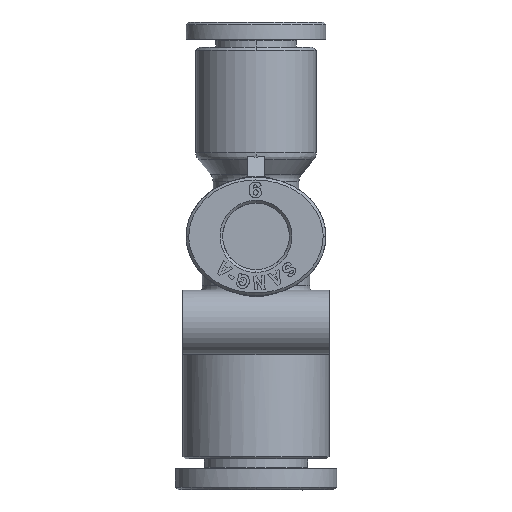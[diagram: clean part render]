
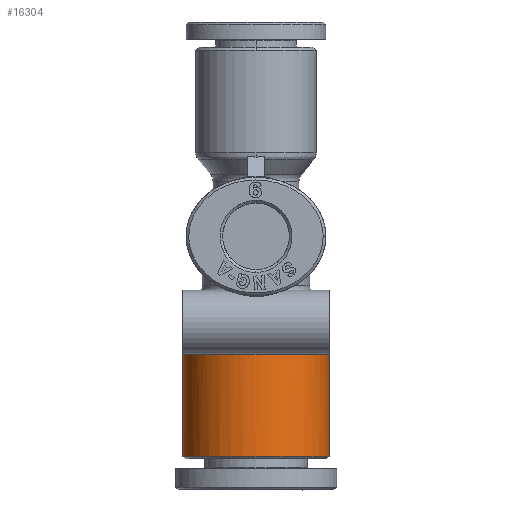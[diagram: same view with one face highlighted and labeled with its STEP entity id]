
A CAD part, left-side view. The second image highlights one B-rep face of the part: STEP entity #16304.
In plain terms, the highlighted cylindrical face has radius 6.8 mm (diameter 13.6 mm), a partial arc.
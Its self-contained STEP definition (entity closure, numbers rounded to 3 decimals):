
#907 = ORIENTED_EDGE ( 'NONE', *, *, #9375, .F. ) ;
#1133 = CARTESIAN_POINT ( 'NONE',  ( -6.502, 3.576, -9.496 ) ) ;
#1187 = DIRECTION ( 'NONE',  ( 0., -1., 0. ) ) ;
#1267 = CARTESIAN_POINT ( 'NONE',  ( -6.215, 4.003, -8.224 ) ) ;
#2922 = CIRCLE ( 'NONE', #36433, 6.8 ) ;
#3029 = CARTESIAN_POINT ( 'NONE',  ( -0.718, -6.8, -7.6 ) ) ;
#3642 = VERTEX_POINT ( 'NONE', #25890 ) ;
#4349 = CARTESIAN_POINT ( 'NONE',  ( -6.378, 3.769, -9.191 ) ) ;
#4475 = CARTESIAN_POINT ( 'NONE',  ( -7.503, -0.51, -10.678 ) ) ;
#4758 = CARTESIAN_POINT ( 'NONE',  ( -7.227, -1.981, -10.463 ) ) ;
#4905 = CARTESIAN_POINT ( 'NONE',  ( -7.518, -0.255, -10.688 ) ) ;
#7616 = DIRECTION ( 'NONE',  ( 0., 0., -1. ) ) ;
#7973 = CARTESIAN_POINT ( 'NONE',  ( -7.447, -1.011, -10.638 ) ) ;
#8122 = CARTESIAN_POINT ( 'NONE',  ( -7.518, 0.51, -10.688 ) ) ;
#9375 = EDGE_CURVE ( 'NONE', #3642, #12487, #24631, .T. ) ;
#10769 = CARTESIAN_POINT ( 'NONE',  ( -6.24, -3.968, -8.603 ) ) ;
#10815 = DIRECTION ( 'NONE',  ( 0., -1., 0. ) ) ;
#10910 = CARTESIAN_POINT ( 'NONE',  ( -7.295, 1.745, -10.52 ) ) ;
#11050 = DIRECTION ( 'NONE',  ( 0., -1., 0. ) ) ;
#11200 = CARTESIAN_POINT ( 'NONE',  ( -6.282, -3.909, -7.6 ) ) ;
#11297 = AXIS2_PLACEMENT_3D ( 'NONE', #14109, #17570, #11050 ) ;
#11335 = CARTESIAN_POINT ( 'NONE',  ( -7.07, 2.438, -10.314 ) ) ;
#11571 = EDGE_CURVE ( 'NONE', #18972, #35646, #22412, .T. ) ;
#12115 = CARTESIAN_POINT ( 'NONE',  ( -6.282, 3.909, -7.6 ) ) ;
#12135 = EDGE_CURVE ( 'NONE', #31264, #12487, #25852, .T. ) ;
#12487 = VERTEX_POINT ( 'NONE', #35316 ) ;
#12699 = EDGE_CURVE ( 'NONE', #35646, #31264, #18369, .T. ) ;
#13748 = CARTESIAN_POINT ( 'NONE',  ( -0.718, 0., -7.6 ) ) ;
#13972 = CARTESIAN_POINT ( 'NONE',  ( -6.98, 2.66, -10.22 ) ) ;
#14109 = CARTESIAN_POINT ( 'NONE',  ( -0.718, 0., -7.6 ) ) ;
#14115 = CARTESIAN_POINT ( 'NONE',  ( -6.227, 3.986, -8.48 ) ) ;
#14192 = ORIENTED_EDGE ( 'NONE', *, *, #12699, .T. ) ;
#14388 = CARTESIAN_POINT ( 'NONE',  ( -6.215, -4.002, -8.225 ) ) ;
#14528 = CARTESIAN_POINT ( 'NONE',  ( -6.238, -3.97, -7.844 ) ) ;
#15919 = LINE ( 'NONE', #25093, #39366 ) ;
#16304 = ADVANCED_FACE ( 'NONE', ( #31139 ), #21089, .T. ) ;
#16322 = DIRECTION ( 'NONE',  ( 0., 0., 1. ) ) ;
#17020 = CARTESIAN_POINT ( 'NONE',  ( -6.691, 3.255, -9.845 ) ) ;
#17160 = CARTESIAN_POINT ( 'NONE',  ( -7.227, 1.982, -10.463 ) ) ;
#17169 = VECTOR ( 'NONE', #26153, 1000. ) ;
#17434 = CARTESIAN_POINT ( 'NONE',  ( -6.227, -3.987, -8.479 ) ) ;
#17570 = DIRECTION ( 'NONE',  ( 0., 0., -1. ) ) ;
#17579 = CARTESIAN_POINT ( 'NONE',  ( -6.501, -3.581, -9.504 ) ) ;
#18369 = B_SPLINE_CURVE_WITH_KNOTS ( 'NONE', 3,
 ( #11200, #27008, #14528, #39355, #14388, #17434, #10769, #20323, #36683, #36534, #17579, #20600, #39912, #23809, #20743, #4758, #33063, #20187, #7973, #4475, #4905, #8122, #30383, #10910, #17160, #11335, #13972, #33614, #17020, #39643, #1133, #23394, #4349, #33201, #36264, #23668, #14115, #1267, #20463, #23533, #29961, #36397 ),
 .UNSPECIFIED., .F., .F.,
 ( 4, 2, 2, 2, 2, 2, 2, 2, 2, 2, 2, 2, 2, 2, 2, 2, 2, 2, 2, 2, 4 ),
 ( -0.001, 0., 0., 0.001, 0.001, 0.002, 0.002, 0.003, 0.004, 0.005, 0.005, 0.007, 0.008, 0.008, 0.009, 0.01, 0.01, 0.01, 0.011, 0.011, 0.012 ),
 .UNSPECIFIED. ) ;
#18972 = VERTEX_POINT ( 'NONE', #3029 ) ;
#19771 = EDGE_CURVE ( 'NONE', #23135, #18972, #15919, .T. ) ;
#20007 = CARTESIAN_POINT ( 'NONE',  ( -0.718, 6.8, -13.216 ) ) ;
#20187 = CARTESIAN_POINT ( 'NONE',  ( -7.405, -1.257, -10.608 ) ) ;
#20323 = CARTESIAN_POINT ( 'NONE',  ( -6.282, -3.909, -8.847 ) ) ;
#20463 = CARTESIAN_POINT ( 'NONE',  ( -6.218, 3.999, -8.095 ) ) ;
#20600 = CARTESIAN_POINT ( 'NONE',  ( -6.69, -3.256, -9.844 ) ) ;
#20743 = CARTESIAN_POINT ( 'NONE',  ( -7.069, -2.44, -10.313 ) ) ;
#21089 = CYLINDRICAL_SURFACE ( 'NONE', #32953, 6.8 ) ;
#21294 = AXIS2_PLACEMENT_3D ( 'NONE', #13748, #7616, #1187 ) ;
#22412 = CIRCLE ( 'NONE', #11297, 6.8 ) ;
#23135 = VERTEX_POINT ( 'NONE', #30709 ) ;
#23394 = CARTESIAN_POINT ( 'NONE',  ( -6.417, 3.71, -9.298 ) ) ;
#23533 = CARTESIAN_POINT ( 'NONE',  ( -6.238, 3.97, -7.844 ) ) ;
#23668 = CARTESIAN_POINT ( 'NONE',  ( -6.241, 3.967, -8.607 ) ) ;
#23809 = CARTESIAN_POINT ( 'NONE',  ( -6.981, -2.658, -10.221 ) ) ;
#24631 = LINE ( 'NONE', #20007, #17169 ) ;
#25093 = CARTESIAN_POINT ( 'NONE',  ( -0.718, -6.8, -13.216 ) ) ;
#25852 = CIRCLE ( 'NONE', #21294, 6.8 ) ;
#25890 = CARTESIAN_POINT ( 'NONE',  ( -0.718, 6.8, -20.716 ) ) ;
#26153 = DIRECTION ( 'NONE',  ( 0., 0., 1. ) ) ;
#27008 = CARTESIAN_POINT ( 'NONE',  ( -6.256, -3.945, -7.721 ) ) ;
#28691 = DIRECTION ( 'NONE',  ( 0., 0., 1. ) ) ;
#28847 = ORIENTED_EDGE ( 'NONE', *, *, #11571, .T. ) ;
#29102 = CARTESIAN_POINT ( 'NONE',  ( -0.718, 0., -13.216 ) ) ;
#29731 = DIRECTION ( 'NONE',  ( 0., 0., 1. ) ) ;
#29948 = ORIENTED_EDGE ( 'NONE', *, *, #35711, .T. ) ;
#29961 = CARTESIAN_POINT ( 'NONE',  ( -6.256, 3.945, -7.721 ) ) ;
#30383 = CARTESIAN_POINT ( 'NONE',  ( -7.461, 1.01, -10.652 ) ) ;
#30709 = CARTESIAN_POINT ( 'NONE',  ( -0.718, -6.8, -20.716 ) ) ;
#31139 = FACE_OUTER_BOUND ( 'NONE', #33084, .T. ) ;
#31264 = VERTEX_POINT ( 'NONE', #12115 ) ;
#31949 = ORIENTED_EDGE ( 'NONE', *, *, #19771, .T. ) ;
#32418 = CARTESIAN_POINT ( 'NONE',  ( -6.282, -3.909, -7.6 ) ) ;
#32953 = AXIS2_PLACEMENT_3D ( 'NONE', #29102, #16322, #38083 ) ;
#33063 = CARTESIAN_POINT ( 'NONE',  ( -7.296, -1.742, -10.521 ) ) ;
#33084 = EDGE_LOOP ( 'NONE', ( #907, #29948, #31949, #28847, #14192, #38147 ) ) ;
#33201 = CARTESIAN_POINT ( 'NONE',  ( -6.31, 3.869, -8.965 ) ) ;
#33614 = CARTESIAN_POINT ( 'NONE',  ( -6.79, 3.068, -9.986 ) ) ;
#35316 = CARTESIAN_POINT ( 'NONE',  ( -0.718, 6.8, -7.6 ) ) ;
#35646 = VERTEX_POINT ( 'NONE', #32418 ) ;
#35711 = EDGE_CURVE ( 'NONE', #3642, #23135, #2922, .T. ) ;
#36264 = CARTESIAN_POINT ( 'NONE',  ( -6.283, 3.908, -8.849 ) ) ;
#36397 = CARTESIAN_POINT ( 'NONE',  ( -6.282, 3.909, -7.6 ) ) ;
#36433 = AXIS2_PLACEMENT_3D ( 'NONE', #38989, #29731, #10815 ) ;
#36534 = CARTESIAN_POINT ( 'NONE',  ( -6.412, -3.719, -9.303 ) ) ;
#36683 = CARTESIAN_POINT ( 'NONE',  ( -6.311, -3.868, -8.967 ) ) ;
#38083 = DIRECTION ( 'NONE',  ( 0., -1., 0. ) ) ;
#38147 = ORIENTED_EDGE ( 'NONE', *, *, #12135, .T. ) ;
#38989 = CARTESIAN_POINT ( 'NONE',  ( -0.718, 0., -20.716 ) ) ;
#39355 = CARTESIAN_POINT ( 'NONE',  ( -6.218, -3.999, -8.095 ) ) ;
#39366 = VECTOR ( 'NONE', #28691, 1000. ) ;
#39643 = CARTESIAN_POINT ( 'NONE',  ( -6.548, 3.501, -9.588 ) ) ;
#39912 = CARTESIAN_POINT ( 'NONE',  ( -6.791, -3.066, -9.987 ) ) ;
